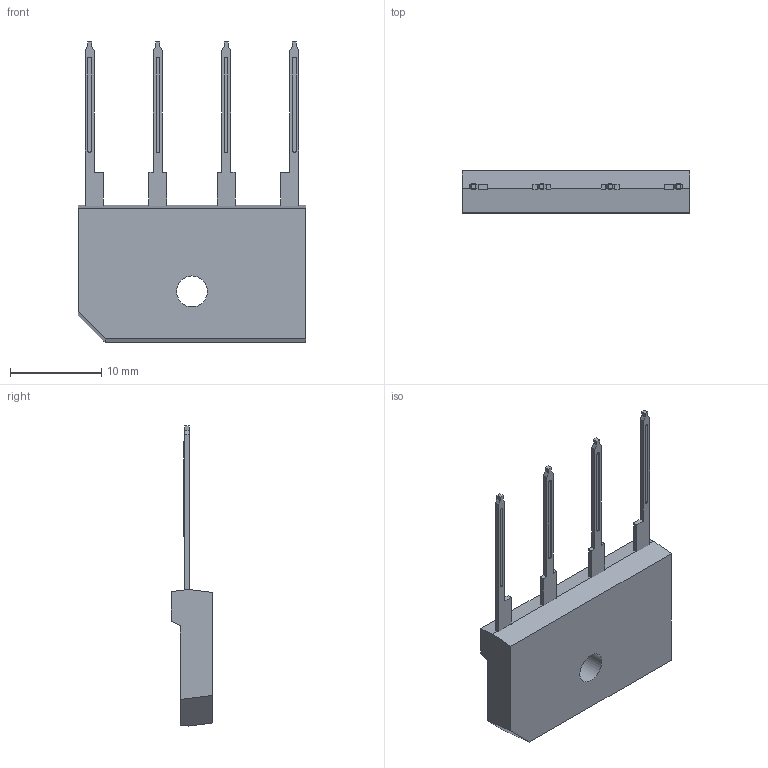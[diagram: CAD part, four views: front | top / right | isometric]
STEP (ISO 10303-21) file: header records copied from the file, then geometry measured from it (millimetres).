
FILE_DESCRIPTION(/* description */ (''),/* implementation_level */ '2;1');
FILE_NAME(/* name */ 'TS4K Outline Structure.stp',/* time_stamp */ '2020-04-23T15:46:10+08:00',/* author */ ('he.song'),/* organization */ (''),/* preprocessor_version */ 'ST-DEVELOPER v16.13',/* originating_system */ 'Autodesk Inventor 2018',/* authorisation */ '');
FILE_SCHEMA (('AUTOMOTIVE_DESIGN { 1 0 10303 214 3 1 1 }'));
Length unit declared in the file: millimetre
Products named in the file (4): 部件1; TS4K LF; Body; 印字
Assembly tree (3 placements, depth 2):
  部件1
    TS4K LF
    Body
    印字
Bounding box: 25 x 4.6 x 32.95 mm (x, y, z)
Volume: 1410.5 mm3; surface area: 1347.7 mm2
Topology: 7 solids, 7 shells, 132 faces, 329 edges, 218 vertices
Faces by surface type: plane 111, cylinder 21
Full cylindrical faces by diameter (mm): 3.4 x1
Entity records: 4044 total; most frequent: CARTESIAN_POINT 686, ORIENTED_EDGE 658, DIRECTION 650, EDGE_CURVE 328, LINE 286, VECTOR 286, VERTEX_POINT 218, AXIS2_PLACEMENT_3D 182
